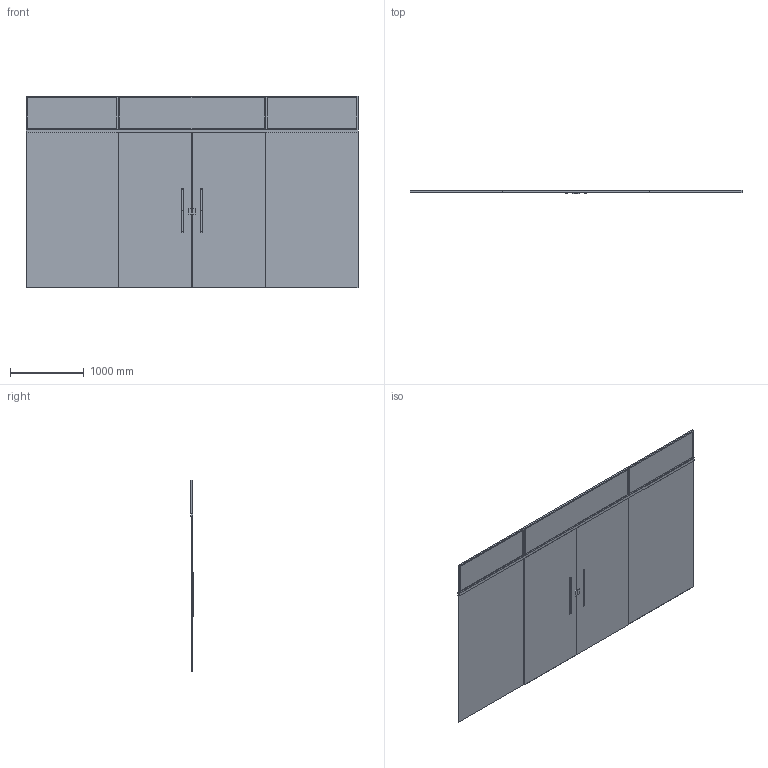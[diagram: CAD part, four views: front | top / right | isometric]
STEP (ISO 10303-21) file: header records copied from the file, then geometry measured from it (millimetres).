
FILE_DESCRIPTION(('FreeCAD Model'),'2;1');
FILE_NAME('Double glass sliding doors and handles.step','2016-10-04T10:33:01',('Author'),(''), 'Open CASCADE STEP processor 6.8','FreeCAD','Unknown');
FILE_SCHEMA(('AUTOMOTIVE_DESIGN_CC2 { 1 2 10303 214 -1 1 5 4 }'));
Length unit declared in the file: millimetre
Products named in the file (2): ASSEMBLY; Double_glass_sliding_doors_and_handles
Assembly tree (1 placements, depth 2):
  ASSEMBLY
    Double_glass_sliding_doors_and_handles
Bounding box: 4496 x 40 x 2598 mm (x, y, z)
Volume: 124310177.2 mm3; surface area: 24731065.3 mm2
Topology: 23 solids, 23 shells, 132 faces, 258 edges, 172 vertices
Faces by surface type: plane 126, cylinder 6
Full cylindrical faces by diameter (mm): 10 x6
Entity records: 7627 total; most frequent: CARTESIAN_POINT 1152, DIRECTION 1042, LINE 750, VECTOR 750, ORIENTED_EDGE 516, PCURVE 516, DEFINITIONAL_REPRESENTATION 516, EDGE_CURVE 258
